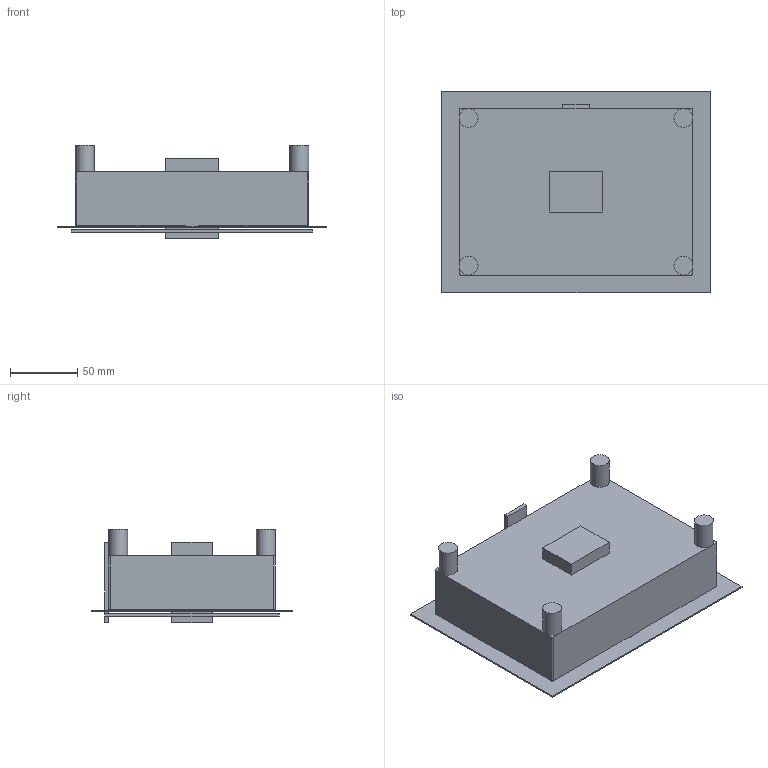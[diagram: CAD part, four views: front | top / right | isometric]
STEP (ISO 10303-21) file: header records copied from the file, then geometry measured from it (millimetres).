
FILE_DESCRIPTION(('Open CASCADE Model'),'2;1');
FILE_NAME('Open CASCADE Shape Model','2024-05-25T00:52:46',('Author'),( 'Open CASCADE'),'Open CASCADE STEP processor 7.7','Open CASCADE 7.7' ,'Unknown');
FILE_SCHEMA(('AUTOMOTIVE_DESIGN { 1 0 10303 214 1 1 1 1 }'));
Length unit declared in the file: millimetre
Products named in the file (1): Open CASCADE STEP translator 7.7 24
Bounding box: 200 x 150 x 70 mm (x, y, z)
Volume: 968018.2 mm3; surface area: 180134.2 mm2
Topology: 1 solids, 1 shells, 79 faces, 200 edges, 128 vertices
Faces by surface type: plane 71, cylinder 8
Full cylindrical faces by diameter (mm): 14 x4
Entity records: 4886 total; most frequent: CARTESIAN_POINT 974, DIRECTION 674, LINE 466, VECTOR 466, ORIENTED_EDGE 400, PCURVE 400, DEFINITIONAL_REPRESENTATION 400, EDGE_CURVE 200
